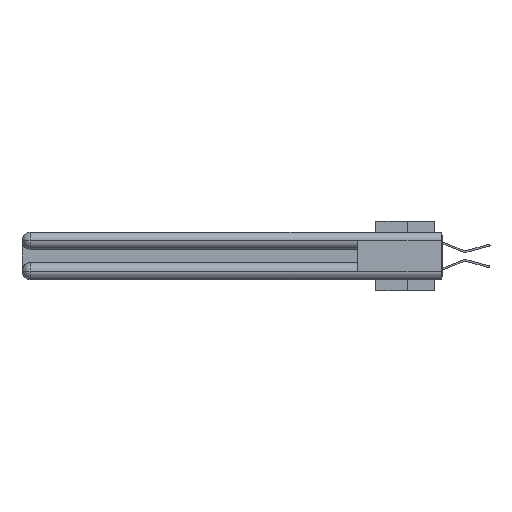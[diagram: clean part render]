
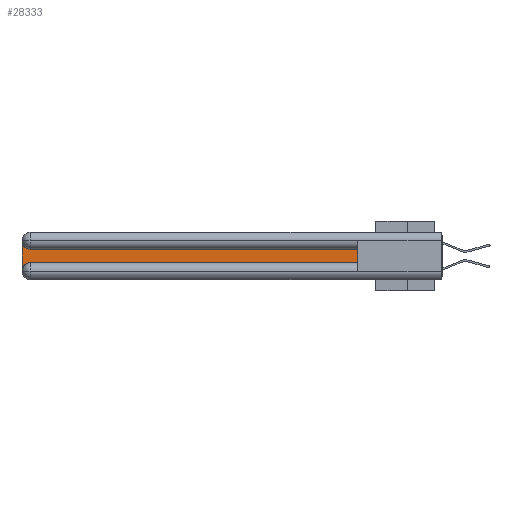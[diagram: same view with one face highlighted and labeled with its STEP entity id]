
A CAD part, left-side view. The second image highlights one B-rep face of the part: STEP entity #28333.
In plain terms, the highlighted planar face has unit normal (-1, 0, 0).
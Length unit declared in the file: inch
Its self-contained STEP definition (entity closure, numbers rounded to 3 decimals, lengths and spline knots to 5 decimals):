
#213 = LINE ( 'NONE', #19600, #25679 ) ;
#231 = CARTESIAN_POINT ( 'NONE',  ( 0.075, 2.94, -0.2775 ) ) ;
#603 = VERTEX_POINT ( 'NONE', #30507 ) ;
#1528 = EDGE_CURVE ( 'NONE', #17069, #2823, #9476, .T. ) ;
#2823 = VERTEX_POINT ( 'NONE', #19619 ) ;
#4586 = DIRECTION ( 'NONE',  ( 0., 0., -1. ) ) ;
#4613 = EDGE_CURVE ( 'NONE', #29725, #8991, #9471, .T. ) ;
#4920 = DIRECTION ( 'NONE',  ( 1., 0., 0. ) ) ;
#4948 = DIRECTION ( 'NONE',  ( 0., 1., 0. ) ) ;
#5099 = CARTESIAN_POINT ( 'NONE',  ( 0.075, 0.6, -0.2175 ) ) ;
#7207 = EDGE_LOOP ( 'NONE', ( #14288, #19322, #15821, #28431, #15147, #18809 ) ) ;
#7316 = CARTESIAN_POINT ( 'NONE',  ( 0.075, 3., -0.0625 ) ) ;
#7801 = DIRECTION ( 'NONE',  ( 0., -1., 0. ) ) ;
#8424 = VECTOR ( 'NONE', #7801, 39.37008 ) ;
#8742 = CARTESIAN_POINT ( 'NONE',  ( 0.075, 2.94, -0.0625 ) ) ;
#8991 = VERTEX_POINT ( 'NONE', #7316 ) ;
#9471 = CIRCLE ( 'NONE', #21764, 0.06 ) ;
#9476 = CIRCLE ( 'NONE', #13563, 0.06 ) ;
#9771 = CARTESIAN_POINT ( 'NONE',  ( 0.075, 2.94, -0.1225 ) ) ;
#9898 = LINE ( 'NONE', #5099, #8424 ) ;
#10548 = DIRECTION ( 'NONE',  ( 0., 0., -1. ) ) ;
#10706 = DIRECTION ( 'NONE',  ( 1., 0., 0. ) ) ;
#12119 = FACE_OUTER_BOUND ( 'NONE', #7207, .T. ) ;
#13134 = LINE ( 'NONE', #29991, #28869 ) ;
#13563 = AXIS2_PLACEMENT_3D ( 'NONE', #231, #26681, #28933 ) ;
#14288 = ORIENTED_EDGE ( 'NONE', *, *, #31520, .T. ) ;
#14718 = LINE ( 'NONE', #23737, #29008 ) ;
#15147 = ORIENTED_EDGE ( 'NONE', *, *, #30427, .T. ) ;
#15821 = ORIENTED_EDGE ( 'NONE', *, *, #27589, .T. ) ;
#15849 = CARTESIAN_POINT ( 'NONE',  ( 0.075, 0.6, -0.1225 ) ) ;
#16090 = AXIS2_PLACEMENT_3D ( 'NONE', #19497, #4920, #4586 ) ;
#17069 = VERTEX_POINT ( 'NONE', #25727 ) ;
#18809 = ORIENTED_EDGE ( 'NONE', *, *, #25694, .T. ) ;
#19322 = ORIENTED_EDGE ( 'NONE', *, *, #4613, .T. ) ;
#19497 = CARTESIAN_POINT ( 'NONE',  ( 0.075, 3., -0.1225 ) ) ;
#19600 = CARTESIAN_POINT ( 'NONE',  ( 0.075, 0.6, -0.2175 ) ) ;
#19619 = CARTESIAN_POINT ( 'NONE',  ( 0.075, 2.94, -0.2175 ) ) ;
#21764 = AXIS2_PLACEMENT_3D ( 'NONE', #8742, #10706, #10548 ) ;
#21817 = PLANE ( 'NONE',  #16090 ) ;
#23737 = CARTESIAN_POINT ( 'NONE',  ( 0.075, 0.6, -0.1225 ) ) ;
#23764 = VERTEX_POINT ( 'NONE', #15849 ) ;
#25679 = VECTOR ( 'NONE', #27297, 39.37008 ) ;
#25694 = EDGE_CURVE ( 'NONE', #603, #23764, #213, .T. ) ;
#25727 = CARTESIAN_POINT ( 'NONE',  ( 0.075, 3., -0.2775 ) ) ;
#26681 = DIRECTION ( 'NONE',  ( 1., 0., 0. ) ) ;
#27297 = DIRECTION ( 'NONE',  ( 0., 0., 1. ) ) ;
#27589 = EDGE_CURVE ( 'NONE', #8991, #17069, #13134, .T. ) ;
#28333 = ADVANCED_FACE ( 'NONE', ( #12119 ), #21817, .F. ) ;
#28431 = ORIENTED_EDGE ( 'NONE', *, *, #1528, .T. ) ;
#28869 = VECTOR ( 'NONE', #30303, 39.37008 ) ;
#28933 = DIRECTION ( 'NONE',  ( 0., 0., -1. ) ) ;
#29008 = VECTOR ( 'NONE', #4948, 39.37008 ) ;
#29725 = VERTEX_POINT ( 'NONE', #9771 ) ;
#29991 = CARTESIAN_POINT ( 'NONE',  ( 0.075, 3., -0.2175 ) ) ;
#30303 = DIRECTION ( 'NONE',  ( 0., 0., -1. ) ) ;
#30427 = EDGE_CURVE ( 'NONE', #2823, #603, #9898, .T. ) ;
#30507 = CARTESIAN_POINT ( 'NONE',  ( 0.075, 0.6, -0.2175 ) ) ;
#31520 = EDGE_CURVE ( 'NONE', #23764, #29725, #14718, .T. ) ;
